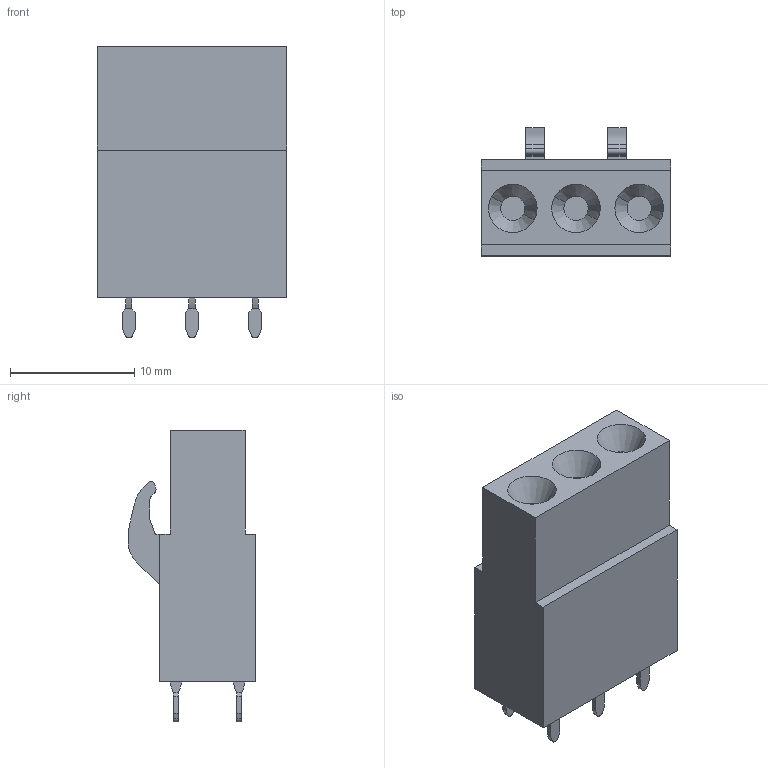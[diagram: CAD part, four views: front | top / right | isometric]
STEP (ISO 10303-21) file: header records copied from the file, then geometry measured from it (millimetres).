
FILE_DESCRIPTION(('CATIA V5 STEP Exchange','CAx-IF Rec.Pracs.--- Model Styling and Organization---1.2---2011-12-15'),'2;1');
FILE_NAME ('D1453891_0', '2018-09-01T02:48:15+00:00', ('none'), ('Weidmueller'), 'CATIA Version 5-6 Release 2014', 'CATIA V5 STEP AP214', 'none');
FILE_SCHEMA(('AUTOMOTIVE_DESIGN { 1 0 10303 214 1 1 1 1 }'));
Length unit declared in the file: millimetre
Products named in the file (1): 1630720000
Bounding box: 15.24 x 10.28 x 23.45 mm (x, y, z)
Volume: 2172.6 mm3; surface area: 1326.7 mm2
Topology: 7 solids, 7 shells, 187 faces, 450 edges, 288 vertices
Faces by surface type: plane 149, cylinder 32, cone 6
Entity records: 4984 total; most frequent: ORIENTED_EDGE 900, CARTESIAN_POINT 863, DIRECTION 698, EDGE_CURVE 450, VECTOR 374, LINE 374, VERTEX_POINT 288, AXIS2_PLACEMENT_3D 201
